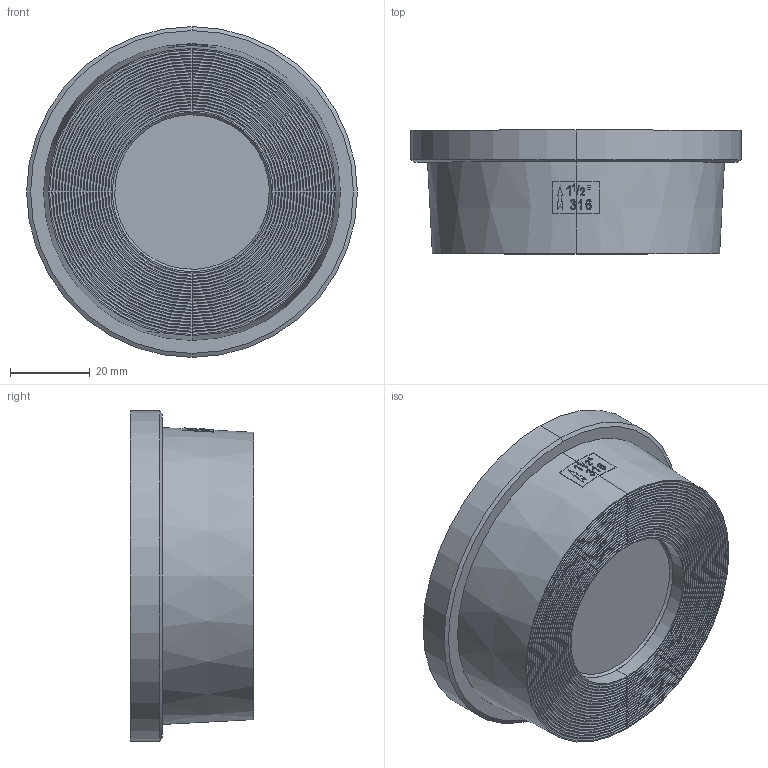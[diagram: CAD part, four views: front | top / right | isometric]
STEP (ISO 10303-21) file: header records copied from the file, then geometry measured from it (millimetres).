
FILE_DESCRIPTION (( 'STEP AP203' ), '1' );
FILE_NAME ('MV-53 DN40-000.STEP', '2021-10-14T05:57:08', ( '' ), ( '' ), 'SwSTEP 2.0', 'SolidWorks 2012', '' );
FILE_SCHEMA (( 'CONFIG_CONTROL_DESIGN' ));
Length unit declared in the file: millimetre
Products named in the file (5): DN40 SPRING; MV-53 DN40-000; DN40 SPRING COVER; DN40  BODY; DN40  DISC
Assembly tree (4 placements, depth 2):
  MV-53 DN40-000
    DN40  DISC
    DN40  BODY
    DN40 SPRING COVER
    DN40 SPRING
Bounding box: 83 x 31 x 83 mm (x, y, z)
Volume: 54660.4 mm3; surface area: 33410.9 mm2
Topology: 4 solids, 4 shells, 336 faces, 829 edges, 546 vertices
Faces by surface type: plane 135, torus 74, cylinder 55, bspline 51, cone 21
Entity records: 17553 total; most frequent: CARTESIAN_POINT 9247, ORIENTED_EDGE 1658, DIRECTION 1609, EDGE_CURVE 829, AXIS2_PLACEMENT_3D 687, VERTEX_POINT 546, CIRCLE 395, EDGE_LOOP 385
